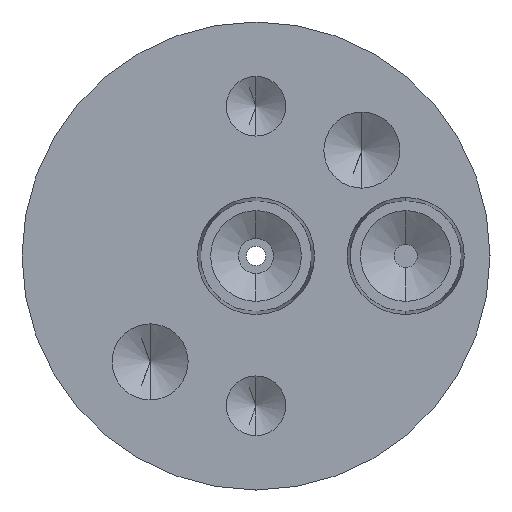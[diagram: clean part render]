
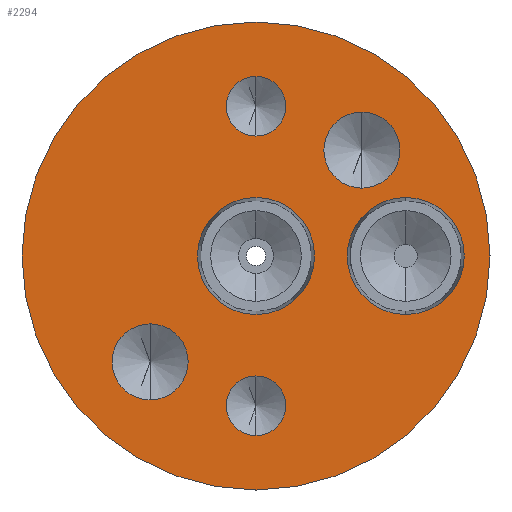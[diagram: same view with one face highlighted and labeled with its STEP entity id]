
A CAD part, front view. The second image highlights one B-rep face of the part: STEP entity #2294.
In plain terms, the highlighted planar face has unit normal (0, -1, 0).
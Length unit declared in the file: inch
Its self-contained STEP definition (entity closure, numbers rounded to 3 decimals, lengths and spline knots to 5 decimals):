
#35 = CARTESIAN_POINT ( 'NONE',  ( 0.28284, -0.5, 0.28284 ) ) ;
#123 = AXIS2_PLACEMENT_3D ( 'NONE', #2458, #3555, #231 ) ;
#151 = DIRECTION ( 'NONE',  ( 0., -1., 0. ) ) ;
#172 = DIRECTION ( 'NONE',  ( 0., -1., 0. ) ) ;
#177 = CARTESIAN_POINT ( 'NONE',  ( -0.28284, -0.5, -0.38441 ) ) ;
#180 = CARTESIAN_POINT ( 'NONE',  ( 0., -0.5, 0.15625 ) ) ;
#188 = CARTESIAN_POINT ( 'NONE',  ( -0.28284, -0.5, -0.18128 ) ) ;
#231 = DIRECTION ( 'NONE',  ( 0., 0., -1. ) ) ;
#259 = AXIS2_PLACEMENT_3D ( 'NONE', #942, #1243, #1834 ) ;
#275 = CARTESIAN_POINT ( 'NONE',  ( 0., -0.5, -0.4795 ) ) ;
#326 = EDGE_CURVE ( 'NONE', #2782, #2970, #2160, .T. ) ;
#350 = DIRECTION ( 'NONE',  ( 0., 0., -1. ) ) ;
#352 = DIRECTION ( 'NONE',  ( 0., -1., 0. ) ) ;
#396 = DIRECTION ( 'NONE',  ( 0., 0., -1. ) ) ;
#409 = CARTESIAN_POINT ( 'NONE',  ( 0.4, -0.5, 0. ) ) ;
#503 = CIRCLE ( 'NONE', #2955, 0.10156 ) ;
#578 = AXIS2_PLACEMENT_3D ( 'NONE', #1561, #3501, #2141 ) ;
#634 = AXIS2_PLACEMENT_3D ( 'NONE', #1318, #2971, #2157 ) ;
#645 = DIRECTION ( 'NONE',  ( 0., -1., 0. ) ) ;
#689 = CIRCLE ( 'NONE', #578, 0.0795 ) ;
#691 = EDGE_LOOP ( 'NONE', ( #3192, #2809 ) ) ;
#767 = VERTEX_POINT ( 'NONE', #2017 ) ;
#773 = EDGE_CURVE ( 'NONE', #767, #1517, #2591, .T. ) ;
#805 = EDGE_LOOP ( 'NONE', ( #3453, #2814 ) ) ;
#832 = CIRCLE ( 'NONE', #2501, 0.10156 ) ;
#844 = FACE_BOUND ( 'NONE', #691, .T. ) ;
#867 = EDGE_LOOP ( 'NONE', ( #2049, #1017 ) ) ;
#872 = DIRECTION ( 'NONE',  ( 0., 0., -1. ) ) ;
#908 = CARTESIAN_POINT ( 'NONE',  ( 0.28284, -0.5, 0.28284 ) ) ;
#916 = DIRECTION ( 'NONE',  ( 0., -1., 0. ) ) ;
#941 = EDGE_CURVE ( 'NONE', #955, #2474, #1063, .T. ) ;
#942 = CARTESIAN_POINT ( 'NONE',  ( 0., -0.5, -0.4 ) ) ;
#955 = VERTEX_POINT ( 'NONE', #3217 ) ;
#1004 = AXIS2_PLACEMENT_3D ( 'NONE', #3387, #2024, #3120 ) ;
#1017 = ORIENTED_EDGE ( 'NONE', *, *, #326, .F. ) ;
#1028 = EDGE_CURVE ( 'NONE', #2195, #2260, #3235, .T. ) ;
#1034 = DIRECTION ( 'NONE',  ( 0., 0., -1. ) ) ;
#1063 = CIRCLE ( 'NONE', #2902, 0.625 ) ;
#1079 = CARTESIAN_POINT ( 'NONE',  ( 0., -0.5, -0.3205 ) ) ;
#1109 = EDGE_CURVE ( 'NONE', #3383, #2623, #2276, .T. ) ;
#1121 = CIRCLE ( 'NONE', #2295, 0.10156 ) ;
#1129 = CIRCLE ( 'NONE', #634, 0.0795 ) ;
#1192 = CARTESIAN_POINT ( 'NONE',  ( -0.625, -0.5, 0. ) ) ;
#1224 = CIRCLE ( 'NONE', #2162, 0.625 ) ;
#1243 = DIRECTION ( 'NONE',  ( 0., -1., 0. ) ) ;
#1318 = CARTESIAN_POINT ( 'NONE',  ( 0., -0.5, 0.4 ) ) ;
#1350 = ORIENTED_EDGE ( 'NONE', *, *, #1587, .F. ) ;
#1361 = CARTESIAN_POINT ( 'NONE',  ( 0.28284, -0.5, 0.18128 ) ) ;
#1374 = ORIENTED_EDGE ( 'NONE', *, *, #1559, .F. ) ;
#1380 = FACE_BOUND ( 'NONE', #867, .T. ) ;
#1401 = CIRCLE ( 'NONE', #259, 0.0795 ) ;
#1405 = EDGE_LOOP ( 'NONE', ( #1504, #1350 ) ) ;
#1423 = DIRECTION ( 'NONE',  ( 0., 0., -1. ) ) ;
#1432 = ORIENTED_EDGE ( 'NONE', *, *, #1892, .F. ) ;
#1469 = CARTESIAN_POINT ( 'NONE',  ( 0., -0.5, 0. ) ) ;
#1504 = ORIENTED_EDGE ( 'NONE', *, *, #3404, .F. ) ;
#1507 = AXIS2_PLACEMENT_3D ( 'NONE', #409, #2349, #2076 ) ;
#1517 = VERTEX_POINT ( 'NONE', #2300 ) ;
#1542 = EDGE_CURVE ( 'NONE', #1833, #2156, #832, .T. ) ;
#1559 = EDGE_CURVE ( 'NONE', #2260, #2195, #503, .T. ) ;
#1561 = CARTESIAN_POINT ( 'NONE',  ( 0., -0.5, -0.4 ) ) ;
#1586 = FACE_OUTER_BOUND ( 'NONE', #2453, .T. ) ;
#1587 = EDGE_CURVE ( 'NONE', #3024, #3006, #1401, .T. ) ;
#1702 = CARTESIAN_POINT ( 'NONE',  ( -0.28284, -0.5, -0.28284 ) ) ;
#1787 = EDGE_LOOP ( 'NONE', ( #1374, #2685 ) ) ;
#1793 = CARTESIAN_POINT ( 'NONE',  ( 0., -0.5, 0. ) ) ;
#1833 = VERTEX_POINT ( 'NONE', #2861 ) ;
#1834 = DIRECTION ( 'NONE',  ( 0., 0., -1. ) ) ;
#1836 = EDGE_CURVE ( 'NONE', #2970, #2782, #1129, .T. ) ;
#1870 = AXIS2_PLACEMENT_3D ( 'NONE', #1192, #916, #2512 ) ;
#1886 = AXIS2_PLACEMENT_3D ( 'NONE', #2905, #172, #1034 ) ;
#1892 = EDGE_CURVE ( 'NONE', #2156, #1833, #1121, .T. ) ;
#1987 = DIRECTION ( 'NONE',  ( 0., -1., 0. ) ) ;
#2017 = CARTESIAN_POINT ( 'NONE',  ( 0.4, -0.5, -0.15625 ) ) ;
#2024 = DIRECTION ( 'NONE',  ( 0., -1., 0. ) ) ;
#2049 = ORIENTED_EDGE ( 'NONE', *, *, #1836, .F. ) ;
#2076 = DIRECTION ( 'NONE',  ( 0., 0., -1. ) ) ;
#2088 = CARTESIAN_POINT ( 'NONE',  ( 0., -0.5, 0.625 ) ) ;
#2118 = EDGE_CURVE ( 'NONE', #1517, #767, #3436, .T. ) ;
#2141 = DIRECTION ( 'NONE',  ( 0., 0., -1. ) ) ;
#2156 = VERTEX_POINT ( 'NONE', #1361 ) ;
#2157 = DIRECTION ( 'NONE',  ( 0., 0., -1. ) ) ;
#2160 = CIRCLE ( 'NONE', #2659, 0.0795 ) ;
#2162 = AXIS2_PLACEMENT_3D ( 'NONE', #1793, #3143, #3161 ) ;
#2195 = VERTEX_POINT ( 'NONE', #188 ) ;
#2222 = FACE_BOUND ( 'NONE', #805, .T. ) ;
#2260 = VERTEX_POINT ( 'NONE', #177 ) ;
#2276 = CIRCLE ( 'NONE', #1004, 0.15625 ) ;
#2294 = ADVANCED_FACE ( 'NONE', ( #2697, #3018, #1380, #2481, #844, #2222, #1586 ), #2678, .T. ) ;
#2295 = AXIS2_PLACEMENT_3D ( 'NONE', #35, #645, #350 ) ;
#2300 = CARTESIAN_POINT ( 'NONE',  ( 0.4, -0.5, 0.15625 ) ) ;
#2349 = DIRECTION ( 'NONE',  ( 0., -1., 0. ) ) ;
#2406 = AXIS2_PLACEMENT_3D ( 'NONE', #2847, #151, #396 ) ;
#2453 = EDGE_LOOP ( 'NONE', ( #3000, #3342 ) ) ;
#2458 = CARTESIAN_POINT ( 'NONE',  ( -0.28284, -0.5, -0.28284 ) ) ;
#2459 = EDGE_CURVE ( 'NONE', #2474, #955, #1224, .T. ) ;
#2474 = VERTEX_POINT ( 'NONE', #2088 ) ;
#2481 = FACE_BOUND ( 'NONE', #1405, .T. ) ;
#2501 = AXIS2_PLACEMENT_3D ( 'NONE', #908, #352, #872 ) ;
#2512 = DIRECTION ( 'NONE',  ( 0., 0., -1. ) ) ;
#2541 = DIRECTION ( 'NONE',  ( 0., 0., -1. ) ) ;
#2549 = DIRECTION ( 'NONE',  ( 0., 0., 1. ) ) ;
#2591 = CIRCLE ( 'NONE', #1507, 0.15625 ) ;
#2623 = VERTEX_POINT ( 'NONE', #180 ) ;
#2659 = AXIS2_PLACEMENT_3D ( 'NONE', #3060, #1987, #1423 ) ;
#2678 = PLANE ( 'NONE',  #1870 ) ;
#2685 = ORIENTED_EDGE ( 'NONE', *, *, #1028, .F. ) ;
#2697 = FACE_BOUND ( 'NONE', #3508, .T. ) ;
#2782 = VERTEX_POINT ( 'NONE', #3520 ) ;
#2809 = ORIENTED_EDGE ( 'NONE', *, *, #3424, .F. ) ;
#2814 = ORIENTED_EDGE ( 'NONE', *, *, #2118, .F. ) ;
#2847 = CARTESIAN_POINT ( 'NONE',  ( 0.4, -0.5, 0. ) ) ;
#2861 = CARTESIAN_POINT ( 'NONE',  ( 0.28284, -0.5, 0.38441 ) ) ;
#2882 = CARTESIAN_POINT ( 'NONE',  ( 0., -0.5, -0.15625 ) ) ;
#2902 = AXIS2_PLACEMENT_3D ( 'NONE', #1469, #3089, #2549 ) ;
#2905 = CARTESIAN_POINT ( 'NONE',  ( 0., -0.5, 0. ) ) ;
#2955 = AXIS2_PLACEMENT_3D ( 'NONE', #1702, #3386, #2541 ) ;
#2970 = VERTEX_POINT ( 'NONE', #3289 ) ;
#2971 = DIRECTION ( 'NONE',  ( 0., -1., 0. ) ) ;
#3000 = ORIENTED_EDGE ( 'NONE', *, *, #2459, .F. ) ;
#3006 = VERTEX_POINT ( 'NONE', #275 ) ;
#3018 = FACE_BOUND ( 'NONE', #1787, .T. ) ;
#3024 = VERTEX_POINT ( 'NONE', #1079 ) ;
#3060 = CARTESIAN_POINT ( 'NONE',  ( 0., -0.5, 0.4 ) ) ;
#3089 = DIRECTION ( 'NONE',  ( 0., 1., 0. ) ) ;
#3120 = DIRECTION ( 'NONE',  ( 0., 0., -1. ) ) ;
#3143 = DIRECTION ( 'NONE',  ( 0., 1., 0. ) ) ;
#3161 = DIRECTION ( 'NONE',  ( 0., 0., 1. ) ) ;
#3192 = ORIENTED_EDGE ( 'NONE', *, *, #1109, .F. ) ;
#3217 = CARTESIAN_POINT ( 'NONE',  ( 0., -0.5, -0.625 ) ) ;
#3235 = CIRCLE ( 'NONE', #123, 0.10156 ) ;
#3289 = CARTESIAN_POINT ( 'NONE',  ( 0., -0.5, 0.3205 ) ) ;
#3342 = ORIENTED_EDGE ( 'NONE', *, *, #941, .F. ) ;
#3383 = VERTEX_POINT ( 'NONE', #2882 ) ;
#3386 = DIRECTION ( 'NONE',  ( 0., -1., 0. ) ) ;
#3387 = CARTESIAN_POINT ( 'NONE',  ( 0., -0.5, 0. ) ) ;
#3404 = EDGE_CURVE ( 'NONE', #3006, #3024, #689, .T. ) ;
#3411 = ORIENTED_EDGE ( 'NONE', *, *, #1542, .F. ) ;
#3424 = EDGE_CURVE ( 'NONE', #2623, #3383, #3428, .T. ) ;
#3428 = CIRCLE ( 'NONE', #1886, 0.15625 ) ;
#3436 = CIRCLE ( 'NONE', #2406, 0.15625 ) ;
#3453 = ORIENTED_EDGE ( 'NONE', *, *, #773, .F. ) ;
#3501 = DIRECTION ( 'NONE',  ( 0., -1., 0. ) ) ;
#3508 = EDGE_LOOP ( 'NONE', ( #1432, #3411 ) ) ;
#3520 = CARTESIAN_POINT ( 'NONE',  ( 0., -0.5, 0.4795 ) ) ;
#3555 = DIRECTION ( 'NONE',  ( 0., -1., 0. ) ) ;
